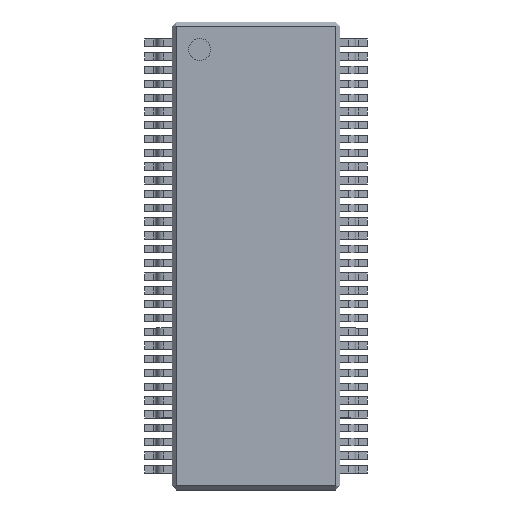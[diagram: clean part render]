
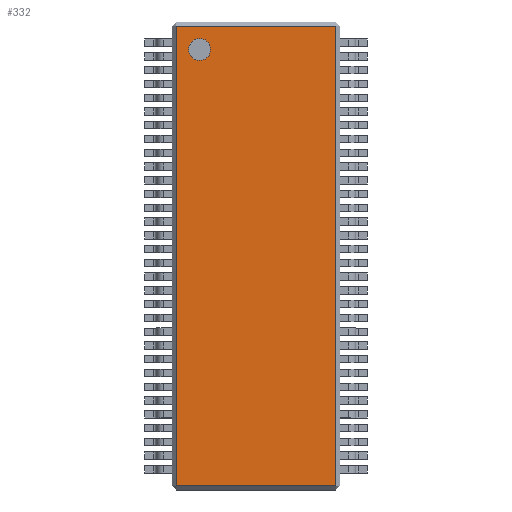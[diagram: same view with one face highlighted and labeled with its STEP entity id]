
A CAD part, top view. The second image highlights one B-rep face of the part: STEP entity #332.
In plain terms, the highlighted planar face has unit normal (0, 0, 1).
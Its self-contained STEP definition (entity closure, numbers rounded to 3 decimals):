
#13=DIRECTION('',(0.,0.,1.));
#14=DIRECTION('',(1.,0.,0.));
#127=VECTOR('',#128,1.);
#128=DIRECTION('',(0.,1.,0.));
#202=VERTEX_POINT('',#203);
#203=CARTESIAN_POINT('',(-2.9,-8.35,1.2));
#210=VERTEX_POINT('',#211);
#211=CARTESIAN_POINT('',(-2.9,8.35,1.2));
#216=ORIENTED_EDGE('',*,*,#217,.F.);
#217=EDGE_CURVE('',#202,#210,#218,.T.);
#218=LINE('',#219,#127);
#219=CARTESIAN_POINT('',(-2.9,-8.5,1.2));
#289=VECTOR('',#14,1.);
#332=ADVANCED_FACE('',(#333,#351),#360,.T.);
#333=FACE_BOUND('',#334,.T.);
#334=EDGE_LOOP('',(#216,#335,#341,#347));
#335=ORIENTED_EDGE('',*,*,#336,.T.);
#336=EDGE_CURVE('',#202,#337,#339,.T.);
#337=VERTEX_POINT('',#338);
#338=CARTESIAN_POINT('',(2.9,-8.35,1.2));
#339=LINE('',#340,#289);
#340=CARTESIAN_POINT('',(-3.05,-8.35,1.2));
#341=ORIENTED_EDGE('',*,*,#342,.T.);
#342=EDGE_CURVE('',#337,#343,#345,.T.);
#343=VERTEX_POINT('',#344);
#344=CARTESIAN_POINT('',(2.9,8.35,1.2));
#345=LINE('',#346,#127);
#346=CARTESIAN_POINT('',(2.9,-8.5,1.2));
#347=ORIENTED_EDGE('',*,*,#348,.F.);
#348=EDGE_CURVE('',#210,#343,#349,.T.);
#349=LINE('',#350,#289);
#350=CARTESIAN_POINT('',(-3.05,8.35,1.2));
#351=FACE_BOUND('',#352,.T.);
#352=EDGE_LOOP('',(#353));
#353=ORIENTED_EDGE('',*,*,#354,.F.);
#354=EDGE_CURVE('',#355,#355,#357,.T.);
#355=VERTEX_POINT('',#356);
#356=CARTESIAN_POINT('',(-1.65,7.5,1.2));
#357=CIRCLE('',#358,0.4);
#358=AXIS2_PLACEMENT_3D('',#359,#13,#14);
#359=CARTESIAN_POINT('',(-2.05,7.5,1.2));
#360=PLANE('',#361);
#361=AXIS2_PLACEMENT_3D('',#362,#13,#14);
#362=CARTESIAN_POINT('',(-3.05,-8.5,1.2));
